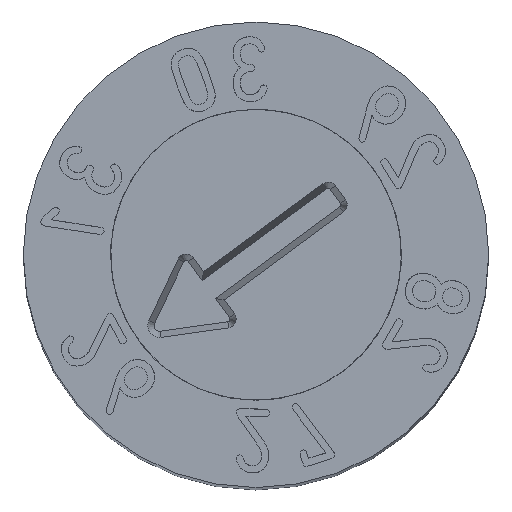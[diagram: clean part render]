
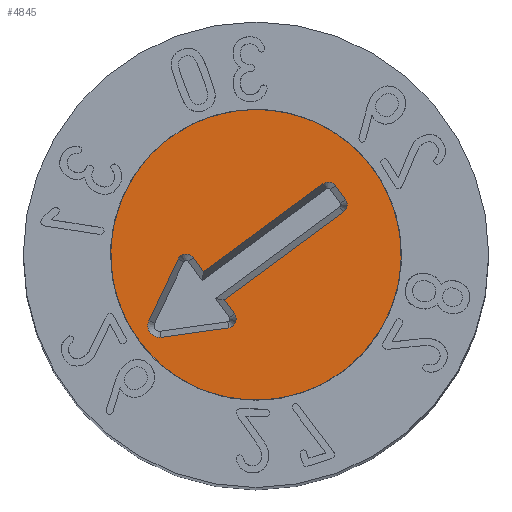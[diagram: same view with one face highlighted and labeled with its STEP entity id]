
A CAD part, top view. The second image highlights one B-rep face of the part: STEP entity #4845.
In plain terms, the highlighted planar face has unit normal (0, 0, 1).
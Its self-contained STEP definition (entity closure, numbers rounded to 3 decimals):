
#74=CIRCLE('',#5022,0.075);
#76=CIRCLE('',#5027,0.076);
#78=CIRCLE('',#5031,0.1);
#80=CIRCLE('',#5035,0.076);
#82=CIRCLE('',#5040,0.075);
#91=CIRCLE('',#5058,1.25);
#119=FACE_BOUND('',#1162,.T.);
#873=FACE_OUTER_BOUND('',#1161,.T.);
#1161=EDGE_LOOP('',(#4472));
#1162=EDGE_LOOP('',(#4473,#4474,#4475,#4476,#4477,#4478,#4479,#4480,#4481,
#4482,#4483,#4484));
#1488=LINE('',#9305,#1838);
#1491=LINE('',#9311,#1841);
#1495=LINE('',#9323,#1845);
#1499=LINE('',#9335,#1849);
#1503=LINE('',#9347,#1853);
#1506=LINE('',#9353,#1856);
#1510=LINE('',#9363,#1860);
#1838=VECTOR('',#5595,10.);
#1841=VECTOR('',#5600,10.);
#1845=VECTOR('',#5612,10.);
#1849=VECTOR('',#5624,10.);
#1853=VECTOR('',#5636,10.);
#1856=VECTOR('',#5641,10.);
#1860=VECTOR('',#5653,10.);
#2310=VERTEX_POINT('',#9296);
#2311=VERTEX_POINT('',#9298);
#2313=VERTEX_POINT('',#9304);
#2315=VERTEX_POINT('',#9310);
#2317=VERTEX_POINT('',#9316);
#2319=VERTEX_POINT('',#9322);
#2321=VERTEX_POINT('',#9328);
#2323=VERTEX_POINT('',#9334);
#2325=VERTEX_POINT('',#9340);
#2327=VERTEX_POINT('',#9346);
#2329=VERTEX_POINT('',#9352);
#2331=VERTEX_POINT('',#9358);
#2339=VERTEX_POINT('',#9390);
#3009=EDGE_CURVE('',#2311,#2310,#74,.T.);
#3012=EDGE_CURVE('',#2313,#2311,#1488,.T.);
#3015=EDGE_CURVE('',#2315,#2313,#1491,.T.);
#3018=EDGE_CURVE('',#2317,#2315,#76,.T.);
#3021=EDGE_CURVE('',#2319,#2317,#1495,.T.);
#3024=EDGE_CURVE('',#2321,#2319,#78,.T.);
#3027=EDGE_CURVE('',#2323,#2321,#1499,.T.);
#3030=EDGE_CURVE('',#2325,#2323,#80,.T.);
#3033=EDGE_CURVE('',#2327,#2325,#1503,.T.);
#3036=EDGE_CURVE('',#2329,#2327,#1506,.T.);
#3039=EDGE_CURVE('',#2331,#2329,#82,.T.);
#3042=EDGE_CURVE('',#2310,#2331,#1510,.T.);
#3054=EDGE_CURVE('',#2339,#2339,#91,.T.);
#4472=ORIENTED_EDGE('',*,*,#3054,.F.);
#4473=ORIENTED_EDGE('',*,*,#3009,.T.);
#4474=ORIENTED_EDGE('',*,*,#3042,.T.);
#4475=ORIENTED_EDGE('',*,*,#3039,.T.);
#4476=ORIENTED_EDGE('',*,*,#3036,.T.);
#4477=ORIENTED_EDGE('',*,*,#3033,.T.);
#4478=ORIENTED_EDGE('',*,*,#3030,.T.);
#4479=ORIENTED_EDGE('',*,*,#3027,.T.);
#4480=ORIENTED_EDGE('',*,*,#3024,.T.);
#4481=ORIENTED_EDGE('',*,*,#3021,.T.);
#4482=ORIENTED_EDGE('',*,*,#3018,.T.);
#4483=ORIENTED_EDGE('',*,*,#3015,.T.);
#4484=ORIENTED_EDGE('',*,*,#3012,.T.);
#4581=PLANE('',#5059);
#4845=ADVANCED_FACE('',(#873,#119),#4581,.F.);
#5022=AXIS2_PLACEMENT_3D('',#9299,#5589,#5590);
#5027=AXIS2_PLACEMENT_3D('',#9317,#5606,#5607);
#5031=AXIS2_PLACEMENT_3D('',#9329,#5618,#5619);
#5035=AXIS2_PLACEMENT_3D('',#9341,#5630,#5631);
#5040=AXIS2_PLACEMENT_3D('',#9359,#5647,#5648);
#5058=AXIS2_PLACEMENT_3D('',#9391,#5689,#5690);
#5059=AXIS2_PLACEMENT_3D('',#9393,#5692,#5693);
#5589=DIRECTION('center_axis',(0.,0.,-1.));
#5590=DIRECTION('ref_axis',(0.,-1.,0.));
#5595=DIRECTION('',(0.,1.,0.));
#5600=DIRECTION('',(1.,0.,0.));
#5606=DIRECTION('center_axis',(0.,0.,-1.));
#5607=DIRECTION('ref_axis',(0.,-1.,0.));
#5612=DIRECTION('',(-0.476,0.88,0.));
#5618=DIRECTION('center_axis',(0.,0.,-1.));
#5619=DIRECTION('ref_axis',(0.88,0.476,0.));
#5624=DIRECTION('',(-0.476,-0.88,0.));
#5630=DIRECTION('center_axis',(0.,0.,-1.));
#5631=DIRECTION('ref_axis',(-0.88,0.476,0.));
#5636=DIRECTION('',(1.,0.,0.));
#5641=DIRECTION('',(0.,-1.,0.));
#5647=DIRECTION('center_axis',(0.,0.,-1.));
#5648=DIRECTION('ref_axis',(-1.,0.,0.));
#5653=DIRECTION('',(1.,0.,0.));
#5689=DIRECTION('center_axis',(0.,0.,-1.));
#5690=DIRECTION('ref_axis',(-1.,0.,0.));
#5692=DIRECTION('center_axis',(0.,0.,-1.));
#5693=DIRECTION('ref_axis',(-1.,0.,0.));
#9296=CARTESIAN_POINT('',(-0.075,0.9,2.3));
#9298=CARTESIAN_POINT('',(-0.15,0.825,2.3));
#9299=CARTESIAN_POINT('Origin',(-0.075,0.825,2.3));
#9304=CARTESIAN_POINT('',(-0.15,-0.45,2.3));
#9305=CARTESIAN_POINT('',(-0.15,0.413,2.3));
#9310=CARTESIAN_POINT('',(-0.3,-0.45,2.3));
#9311=CARTESIAN_POINT('',(-0.075,-0.45,2.3));
#9316=CARTESIAN_POINT('',(-0.367,-0.562,2.3));
#9317=CARTESIAN_POINT('Origin',(-0.3,-0.526,2.3));
#9322=CARTESIAN_POINT('',(-0.088,-1.077,2.3));
#9323=CARTESIAN_POINT('',(-0.443,-0.421,2.3));
#9328=CARTESIAN_POINT('',(0.088,-1.077,2.3));
#9329=CARTESIAN_POINT('Origin',(0.,-1.03,
2.3));
#9334=CARTESIAN_POINT('',(0.367,-0.562,2.3));
#9335=CARTESIAN_POINT('',(0.303,-0.679,2.3));
#9340=CARTESIAN_POINT('',(0.3,-0.45,2.3));
#9341=CARTESIAN_POINT('Origin',(0.3,-0.526,2.3));
#9346=CARTESIAN_POINT('',(0.15,-0.45,2.3));
#9347=CARTESIAN_POINT('',(0.15,-0.45,2.3));
#9352=CARTESIAN_POINT('',(0.15,0.825,2.3));
#9353=CARTESIAN_POINT('',(0.15,-0.225,2.3));
#9358=CARTESIAN_POINT('',(0.075,0.9,2.3));
#9359=CARTESIAN_POINT('Origin',(0.075,0.825,2.3));
#9363=CARTESIAN_POINT('',(0.,0.9,2.3));
#9390=CARTESIAN_POINT('',(1.25,0.,2.3));
#9391=CARTESIAN_POINT('Origin',(0.,0.,2.3));
#9393=CARTESIAN_POINT('Origin',(0.,0.,2.3));
